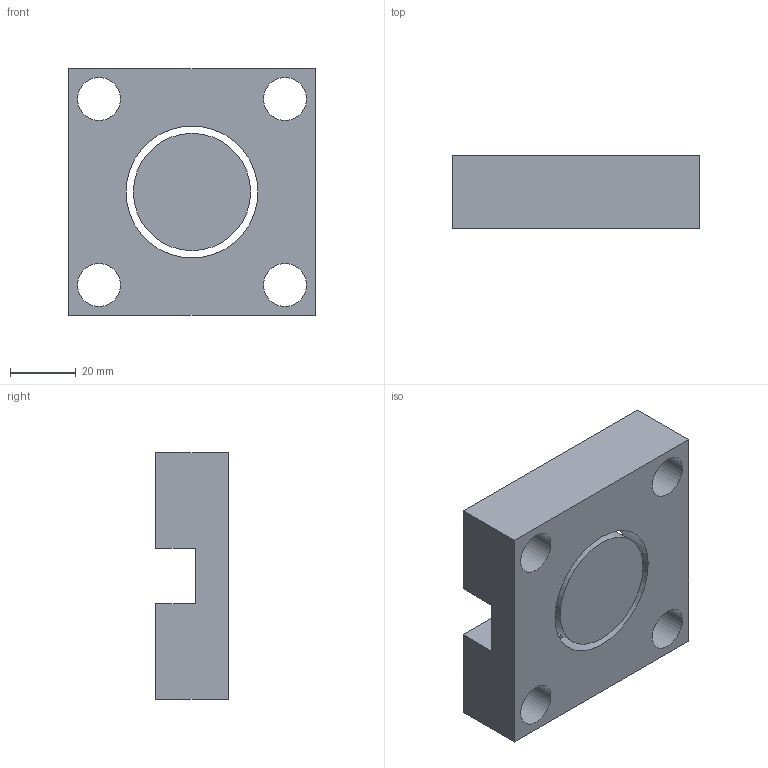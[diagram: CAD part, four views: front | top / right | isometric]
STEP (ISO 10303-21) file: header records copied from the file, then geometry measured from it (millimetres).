
FILE_DESCRIPTION(('STEP AP203'),'1');
FILE_NAME('ag_bx_750.stp','2014-04-29T17:27:24',('TraceParts'),('TraceParts S.A.'),'XStep 1.0',' ',' ');
FILE_SCHEMA(('CONFIG_CONTROL_DESIGN'));
Length unit declared in the file: millimetre
Products named in the file (2): 1; 2
Bounding box: 75 x 22 x 75 mm (x, y, z)
Volume: 82378.5 mm3; surface area: 24354.3 mm2
Topology: 2 solids, 2 shells, 34 faces, 91 edges, 61 vertices
Faces by surface type: cylinder 16, plane 16, torus 2
Entity records: 1190 total; most frequent: DIRECTION 202, CARTESIAN_POINT 188, ORIENTED_EDGE 182, EDGE_CURVE 91, AXIS2_PLACEMENT_3D 75, VERTEX_POINT 61, LINE 52, VECTOR 52
